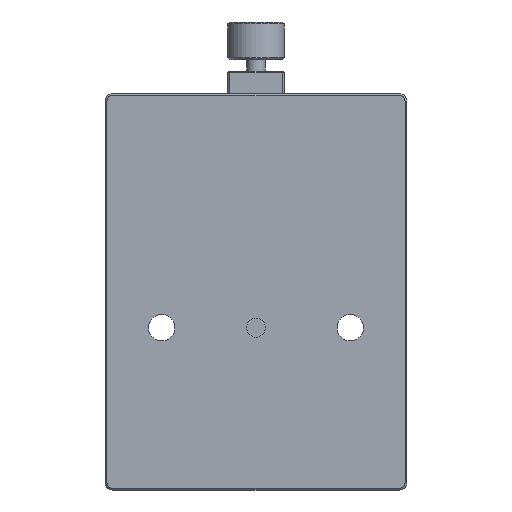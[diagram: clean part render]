
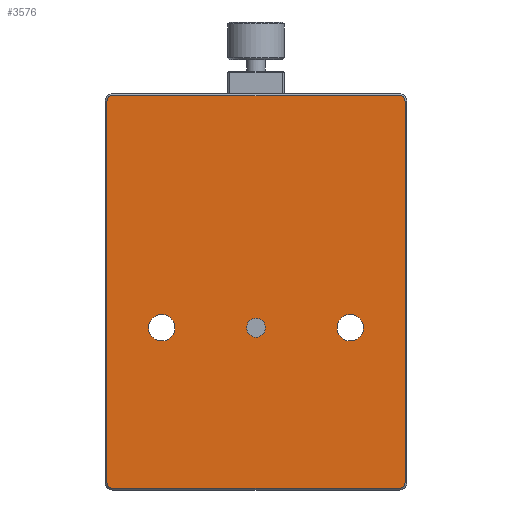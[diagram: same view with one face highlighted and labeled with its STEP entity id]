
A CAD part, front view. The second image highlights one B-rep face of the part: STEP entity #3576.
In plain terms, the highlighted planar face has unit normal (0, -1, 0).
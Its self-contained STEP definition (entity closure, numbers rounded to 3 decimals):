
#68 = DIRECTION ( 'NONE',  ( 0., 1., 0. ) ) ;
#88 = AXIS2_PLACEMENT_3D ( 'NONE', #1333, #1240, #3049 ) ;
#95 = CARTESIAN_POINT ( 'NONE',  ( -38., 0., 50.5 ) ) ;
#99 = CARTESIAN_POINT ( 'NONE',  ( -25., 0., -13. ) ) ;
#109 = DIRECTION ( 'NONE',  ( 0., 0., 1. ) ) ;
#119 = CARTESIAN_POINT ( 'NONE',  ( -38., 0., -50.5 ) ) ;
#127 = CARTESIAN_POINT ( 'NONE',  ( 0., 0., -9.5 ) ) ;
#168 = DIRECTION ( 'NONE',  ( 0., 0., 1. ) ) ;
#191 = CARTESIAN_POINT ( 'NONE',  ( -39.5, 0., -50.5 ) ) ;
#194 = VERTEX_POINT ( 'NONE', #895 ) ;
#198 = AXIS2_PLACEMENT_3D ( 'NONE', #719, #2857, #1025 ) ;
#211 = ORIENTED_EDGE ( 'NONE', *, *, #2502, .T. ) ;
#213 = CARTESIAN_POINT ( 'NONE',  ( 0., 0., -7. ) ) ;
#237 = LINE ( 'NONE', #3773, #3184 ) ;
#389 = AXIS2_PLACEMENT_3D ( 'NONE', #2659, #3855, #1728 ) ;
#400 = DIRECTION ( 'NONE',  ( 0., 0., -1. ) ) ;
#420 = EDGE_CURVE ( 'NONE', #2643, #3783, #3662, .T. ) ;
#431 = DIRECTION ( 'NONE',  ( 0., 0., -1. ) ) ;
#433 = VECTOR ( 'NONE', #1303, 1000. ) ;
#438 = VERTEX_POINT ( 'NONE', #99 ) ;
#461 = VERTEX_POINT ( 'NONE', #1510 ) ;
#474 = CIRCLE ( 'NONE', #2071, 2.5 ) ;
#475 = EDGE_CURVE ( 'NONE', #2665, #1355, #1863, .T. ) ;
#529 = CARTESIAN_POINT ( 'NONE',  ( -38., 0., 52. ) ) ;
#549 = CIRCLE ( 'NONE', #1284, 2.5 ) ;
#561 = CARTESIAN_POINT ( 'NONE',  ( 25., 0., -9.5 ) ) ;
#573 = DIRECTION ( 'NONE',  ( 0., -1., 0. ) ) ;
#586 = DIRECTION ( 'NONE',  ( 0., 0., -1. ) ) ;
#618 = CARTESIAN_POINT ( 'NONE',  ( -38., 0., -52. ) ) ;
#673 = VERTEX_POINT ( 'NONE', #3261 ) ;
#696 = EDGE_LOOP ( 'NONE', ( #1389, #3406, #3879, #703, #3466, #2179, #3500, #3376 ) ) ;
#703 = ORIENTED_EDGE ( 'NONE', *, *, #475, .T. ) ;
#712 = CARTESIAN_POINT ( 'NONE',  ( 25., 0., -9.5 ) ) ;
#719 = CARTESIAN_POINT ( 'NONE',  ( -25., 0., -9.5 ) ) ;
#761 = LINE ( 'NONE', #191, #2282 ) ;
#766 = CARTESIAN_POINT ( 'NONE',  ( -40., 0., 52.5 ) ) ;
#857 = VERTEX_POINT ( 'NONE', #3506 ) ;
#866 = DIRECTION ( 'NONE',  ( 0., 0., -1. ) ) ;
#895 = CARTESIAN_POINT ( 'NONE',  ( 25., 0., -13. ) ) ;
#973 = FACE_BOUND ( 'NONE', #2026, .T. ) ;
#1025 = DIRECTION ( 'NONE',  ( 0., 0., -1. ) ) ;
#1026 = CARTESIAN_POINT ( 'NONE',  ( 38., 0., -52. ) ) ;
#1072 = DIRECTION ( 'NONE',  ( 0., 0., -1. ) ) ;
#1108 = CIRCLE ( 'NONE', #2640, 1.5 ) ;
#1123 = ORIENTED_EDGE ( 'NONE', *, *, #1392, .F. ) ;
#1138 = CIRCLE ( 'NONE', #88, 3.5 ) ;
#1141 = EDGE_CURVE ( 'NONE', #857, #2416, #761, .T. ) ;
#1148 = EDGE_CURVE ( 'NONE', #673, #194, #3798, .T. ) ;
#1160 = CARTESIAN_POINT ( 'NONE',  ( 0., 0., -12. ) ) ;
#1169 = EDGE_CURVE ( 'NONE', #2417, #2180, #474, .T. ) ;
#1240 = DIRECTION ( 'NONE',  ( 0., -1., 0. ) ) ;
#1251 = DIRECTION ( 'NONE',  ( -1., 0., 0. ) ) ;
#1284 = AXIS2_PLACEMENT_3D ( 'NONE', #3732, #2895, #1348 ) ;
#1303 = DIRECTION ( 'NONE',  ( 1., 0., 0. ) ) ;
#1333 = CARTESIAN_POINT ( 'NONE',  ( -25., 0., -9.5 ) ) ;
#1348 = DIRECTION ( 'NONE',  ( 0., 0., 1. ) ) ;
#1355 = VERTEX_POINT ( 'NONE', #1636 ) ;
#1389 = ORIENTED_EDGE ( 'NONE', *, *, #420, .T. ) ;
#1392 = EDGE_CURVE ( 'NONE', #194, #673, #1422, .T. ) ;
#1406 = VERTEX_POINT ( 'NONE', #2632 ) ;
#1412 = VERTEX_POINT ( 'NONE', #529 ) ;
#1422 = CIRCLE ( 'NONE', #2201, 3.5 ) ;
#1510 = CARTESIAN_POINT ( 'NONE',  ( -25., 0., -6. ) ) ;
#1514 = CARTESIAN_POINT ( 'NONE',  ( -39.5, 0., -50.5 ) ) ;
#1520 = EDGE_CURVE ( 'NONE', #438, #461, #1138, .T. ) ;
#1560 = EDGE_CURVE ( 'NONE', #1406, #2665, #237, .T. ) ;
#1636 = CARTESIAN_POINT ( 'NONE',  ( 38., 0., 52. ) ) ;
#1639 = EDGE_LOOP ( 'NONE', ( #211, #3219 ) ) ;
#1666 = PLANE ( 'NONE',  #3513 ) ;
#1701 = DIRECTION ( 'NONE',  ( 0., -1., 0. ) ) ;
#1728 = DIRECTION ( 'NONE',  ( 0., 0., -1. ) ) ;
#1729 = VECTOR ( 'NONE', #1251, 1000. ) ;
#1776 = FACE_BOUND ( 'NONE', #1639, .T. ) ;
#1825 = CARTESIAN_POINT ( 'NONE',  ( 39.5, 0., 50.5 ) ) ;
#1863 = CIRCLE ( 'NONE', #389, 1.5 ) ;
#1881 = CIRCLE ( 'NONE', #3523, 1.5 ) ;
#1980 = DIRECTION ( 'NONE',  ( 0., -1., 0. ) ) ;
#2026 = EDGE_LOOP ( 'NONE', ( #3640, #2109 ) ) ;
#2071 = AXIS2_PLACEMENT_3D ( 'NONE', #127, #68, #109 ) ;
#2109 = ORIENTED_EDGE ( 'NONE', *, *, #1520, .F. ) ;
#2179 = ORIENTED_EDGE ( 'NONE', *, *, #2655, .T. ) ;
#2180 = VERTEX_POINT ( 'NONE', #213 ) ;
#2201 = AXIS2_PLACEMENT_3D ( 'NONE', #712, #1980, #2284 ) ;
#2224 = DIRECTION ( 'NONE',  ( 0., -1., 0. ) ) ;
#2244 = DIRECTION ( 'NONE',  ( 0., -1., 0. ) ) ;
#2282 = VECTOR ( 'NONE', #866, 1000. ) ;
#2284 = DIRECTION ( 'NONE',  ( 0., 0., -1. ) ) ;
#2416 = VERTEX_POINT ( 'NONE', #1514 ) ;
#2417 = VERTEX_POINT ( 'NONE', #1160 ) ;
#2492 = AXIS2_PLACEMENT_3D ( 'NONE', #561, #573, #586 ) ;
#2502 = EDGE_CURVE ( 'NONE', #2180, #2417, #549, .T. ) ;
#2535 = CARTESIAN_POINT ( 'NONE',  ( -40., 0., -52. ) ) ;
#2549 = LINE ( 'NONE', #3026, #1729 ) ;
#2632 = CARTESIAN_POINT ( 'NONE',  ( 39.5, 0., -50.5 ) ) ;
#2640 = AXIS2_PLACEMENT_3D ( 'NONE', #119, #2244, #431 ) ;
#2643 = VERTEX_POINT ( 'NONE', #618 ) ;
#2655 = EDGE_CURVE ( 'NONE', #1412, #857, #1881, .T. ) ;
#2659 = CARTESIAN_POINT ( 'NONE',  ( 38., 0., 50.5 ) ) ;
#2665 = VERTEX_POINT ( 'NONE', #1825 ) ;
#2682 = EDGE_CURVE ( 'NONE', #461, #438, #3929, .T. ) ;
#2857 = DIRECTION ( 'NONE',  ( 0., -1., 0. ) ) ;
#2895 = DIRECTION ( 'NONE',  ( 0., 1., 0. ) ) ;
#2905 = DIRECTION ( 'NONE',  ( 0., -1., 0. ) ) ;
#3026 = CARTESIAN_POINT ( 'NONE',  ( -40., 0., 52. ) ) ;
#3049 = DIRECTION ( 'NONE',  ( 0., 0., -1. ) ) ;
#3077 = EDGE_CURVE ( 'NONE', #3783, #1406, #3211, .T. ) ;
#3184 = VECTOR ( 'NONE', #168, 1000. ) ;
#3211 = CIRCLE ( 'NONE', #3372, 1.5 ) ;
#3219 = ORIENTED_EDGE ( 'NONE', *, *, #1169, .T. ) ;
#3261 = CARTESIAN_POINT ( 'NONE',  ( 25., 0., -6. ) ) ;
#3296 = ORIENTED_EDGE ( 'NONE', *, *, #1148, .F. ) ;
#3332 = EDGE_CURVE ( 'NONE', #1355, #1412, #2549, .T. ) ;
#3372 = AXIS2_PLACEMENT_3D ( 'NONE', #3516, #1701, #3822 ) ;
#3376 = ORIENTED_EDGE ( 'NONE', *, *, #3780, .T. ) ;
#3391 = FACE_OUTER_BOUND ( 'NONE', #696, .T. ) ;
#3406 = ORIENTED_EDGE ( 'NONE', *, *, #3077, .T. ) ;
#3466 = ORIENTED_EDGE ( 'NONE', *, *, #3332, .T. ) ;
#3500 = ORIENTED_EDGE ( 'NONE', *, *, #1141, .T. ) ;
#3506 = CARTESIAN_POINT ( 'NONE',  ( -39.5, 0., 50.5 ) ) ;
#3513 = AXIS2_PLACEMENT_3D ( 'NONE', #766, #2905, #1072 ) ;
#3516 = CARTESIAN_POINT ( 'NONE',  ( 38., 0., -50.5 ) ) ;
#3523 = AXIS2_PLACEMENT_3D ( 'NONE', #95, #2224, #400 ) ;
#3576 = ADVANCED_FACE ( 'NONE', ( #3391, #1776, #3671, #973 ), #1666, .T. ) ;
#3640 = ORIENTED_EDGE ( 'NONE', *, *, #2682, .F. ) ;
#3662 = LINE ( 'NONE', #2535, #433 ) ;
#3671 = FACE_BOUND ( 'NONE', #3729, .T. ) ;
#3729 = EDGE_LOOP ( 'NONE', ( #3296, #1123 ) ) ;
#3732 = CARTESIAN_POINT ( 'NONE',  ( 0., 0., -9.5 ) ) ;
#3773 = CARTESIAN_POINT ( 'NONE',  ( 39.5, 0., 52.5 ) ) ;
#3780 = EDGE_CURVE ( 'NONE', #2416, #2643, #1108, .T. ) ;
#3783 = VERTEX_POINT ( 'NONE', #1026 ) ;
#3798 = CIRCLE ( 'NONE', #2492, 3.5 ) ;
#3822 = DIRECTION ( 'NONE',  ( 0., 0., -1. ) ) ;
#3855 = DIRECTION ( 'NONE',  ( 0., -1., 0. ) ) ;
#3879 = ORIENTED_EDGE ( 'NONE', *, *, #1560, .T. ) ;
#3929 = CIRCLE ( 'NONE', #198, 3.5 ) ;
